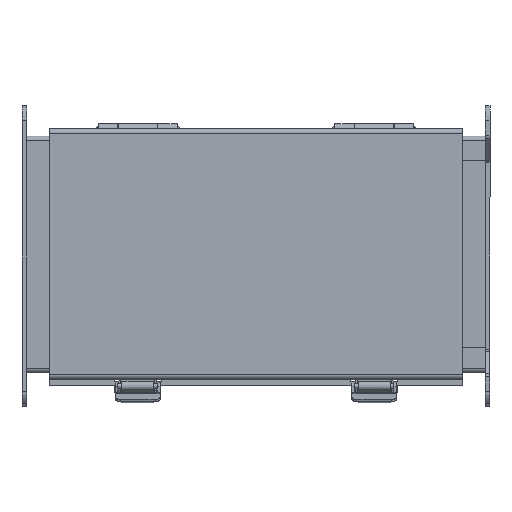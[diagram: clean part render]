
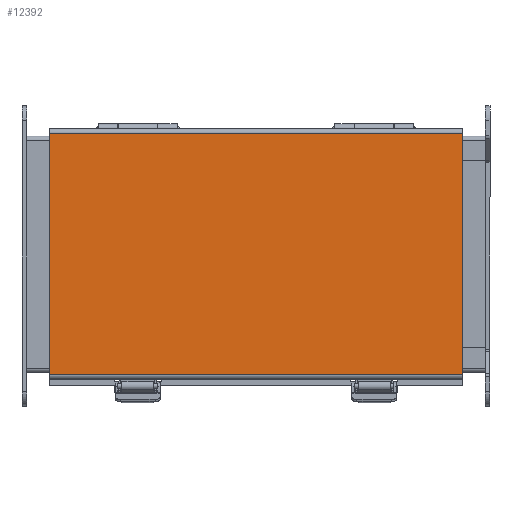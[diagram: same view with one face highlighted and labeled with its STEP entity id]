
A CAD part, front view. The second image highlights one B-rep face of the part: STEP entity #12392.
In plain terms, the highlighted planar face has unit normal (0, -1, 0).
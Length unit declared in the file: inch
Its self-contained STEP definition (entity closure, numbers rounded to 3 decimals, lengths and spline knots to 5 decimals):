
#267 = CARTESIAN_POINT ( 'NONE',  ( 5.3125, -3.172, -3.0585 ) ) ;
#413 = ORIENTED_EDGE ( 'NONE', *, *, #12154, .F. ) ;
#514 = DIRECTION ( 'NONE',  ( 0., 1., 0. ) ) ;
#1161 = LINE ( 'NONE', #10858, #10032 ) ;
#1236 = CARTESIAN_POINT ( 'NONE',  ( 5.3125, -3.172, 3.0785 ) ) ;
#1825 = VERTEX_POINT ( 'NONE', #5005 ) ;
#2072 = ORIENTED_EDGE ( 'NONE', *, *, #5164, .F. ) ;
#2109 = ORIENTED_EDGE ( 'NONE', *, *, #5886, .F. ) ;
#2256 = ORIENTED_EDGE ( 'NONE', *, *, #11130, .F. ) ;
#2453 = DIRECTION ( 'NONE',  ( -1., 0., 0. ) ) ;
#2460 = FACE_OUTER_BOUND ( 'NONE', #7658, .T. ) ;
#2792 = VERTEX_POINT ( 'NONE', #6377 ) ;
#3066 = CARTESIAN_POINT ( 'NONE',  ( -5.1875, -3.172, -3.0585 ) ) ;
#3478 = VERTEX_POINT ( 'NONE', #267 ) ;
#4735 = DIRECTION ( 'NONE',  ( 0., 0., 1. ) ) ;
#5005 = CARTESIAN_POINT ( 'NONE',  ( 5.3125, -3.172, 3.0785 ) ) ;
#5164 = EDGE_CURVE ( 'NONE', #3478, #5530, #7421, .T. ) ;
#5530 = VERTEX_POINT ( 'NONE', #3066 ) ;
#5765 = LINE ( 'NONE', #1236, #11716 ) ;
#5886 = EDGE_CURVE ( 'NONE', #5530, #2792, #7562, .T. ) ;
#6142 = AXIS2_PLACEMENT_3D ( 'NONE', #9366, #514, #12342 ) ;
#6377 = CARTESIAN_POINT ( 'NONE',  ( -5.1875, -3.172, 3.0785 ) ) ;
#6736 = CARTESIAN_POINT ( 'NONE',  ( -5.1875, -3.172, 3.1865 ) ) ;
#7421 = LINE ( 'NONE', #9424, #10305 ) ;
#7562 = LINE ( 'NONE', #6736, #10525 ) ;
#7658 = EDGE_LOOP ( 'NONE', ( #2072, #2256, #413, #2109 ) ) ;
#9366 = CARTESIAN_POINT ( 'NONE',  ( 5.3125, -3.172, 3.1865 ) ) ;
#9424 = CARTESIAN_POINT ( 'NONE',  ( 5.3125, -3.172, -3.0585 ) ) ;
#9891 = DIRECTION ( 'NONE',  ( 0., 0., -1. ) ) ;
#10032 = VECTOR ( 'NONE', #9891, 39.37008 ) ;
#10305 = VECTOR ( 'NONE', #2453, 39.37008 ) ;
#10344 = PLANE ( 'NONE',  #6142 ) ;
#10525 = VECTOR ( 'NONE', #4735, 39.37008 ) ;
#10858 = CARTESIAN_POINT ( 'NONE',  ( 5.3125, -3.172, 3.1865 ) ) ;
#11130 = EDGE_CURVE ( 'NONE', #1825, #3478, #1161, .T. ) ;
#11716 = VECTOR ( 'NONE', #11894, 39.37008 ) ;
#11894 = DIRECTION ( 'NONE',  ( 1., 0., 0. ) ) ;
#12154 = EDGE_CURVE ( 'NONE', #2792, #1825, #5765, .T. ) ;
#12342 = DIRECTION ( 'NONE',  ( 0., 0., -1. ) ) ;
#12392 = ADVANCED_FACE ( 'NONE', ( #2460 ), #10344, .F. ) ;
